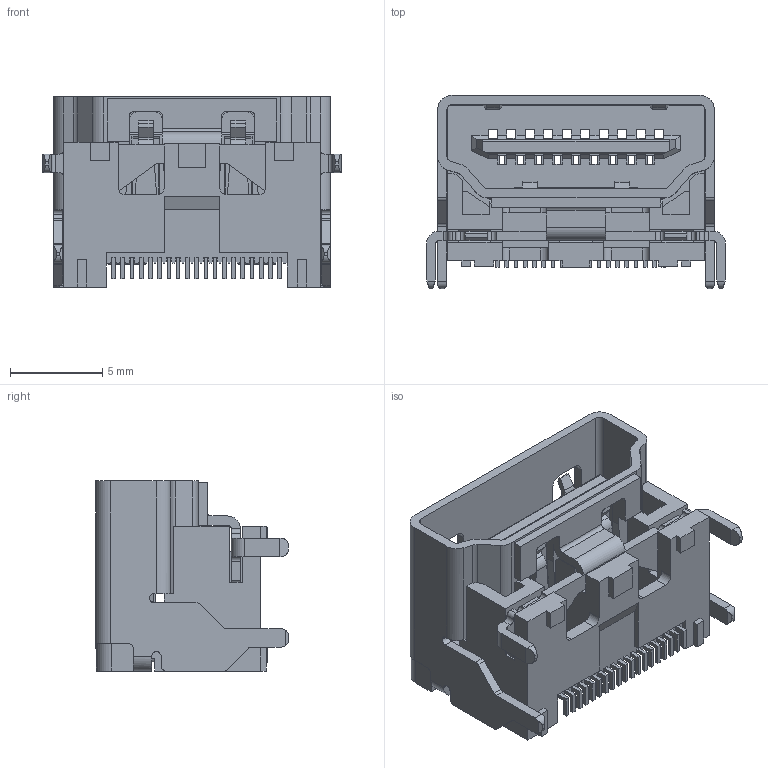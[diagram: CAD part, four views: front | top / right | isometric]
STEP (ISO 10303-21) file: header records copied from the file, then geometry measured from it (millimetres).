
FILE_DESCRIPTION((''),'2;1');
FILE_NAME('1051561008','2012-06-01T',('gga'),(''),'PRO/ENGINEER BY PARAMETRIC TECHNOLOGY CORPORATION, 2003451','PRO/ENGINEER BY PARAMETRIC TECHNOLOGY CORPORATION, 2003451','');
FILE_SCHEMA(('CONFIG_CONTROL_DESIGN'));
Length unit declared in the file: millimetre
Products named in the file (1): 1051561008
Bounding box: 16.2 x 10.45 x 10.3 mm (x, y, z)
Volume: 522.5 mm3; surface area: 2009.9 mm2
Topology: 1 solids, 1 shells, 1377 faces, 4308 edges, 2839 vertices
Faces by surface type: plane 1202, cylinder 175
Entity records: 47158 total; most frequent: CARTESIAN_POINT 8667, ORIENTED_EDGE 8400, DIRECTION 7352, EDGE_CURVE 4200, VECTOR 3868, LINE 3868, VERTEX_POINT 2731, AXIS2_PLACEMENT_3D 1742
